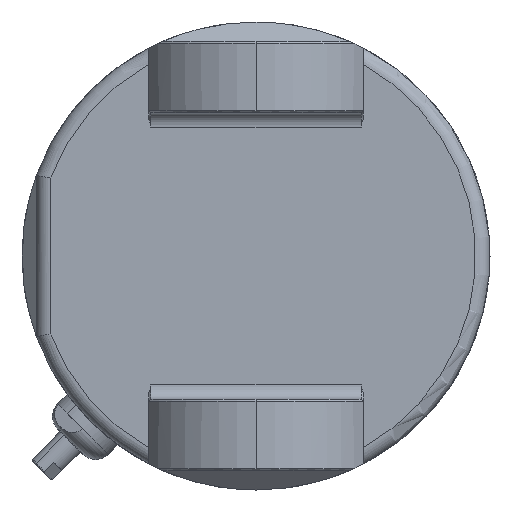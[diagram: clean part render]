
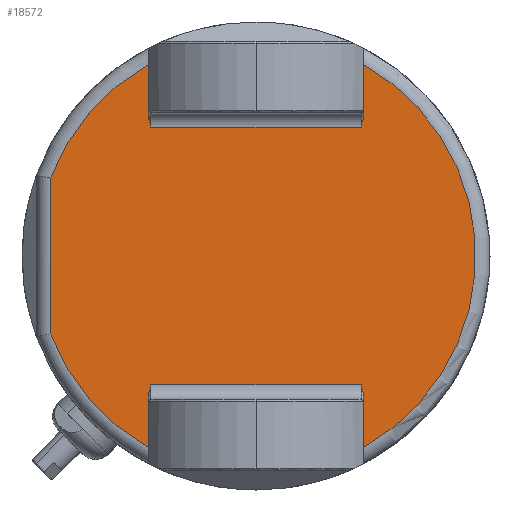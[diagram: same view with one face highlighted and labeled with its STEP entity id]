
A CAD part, left-side view. The second image highlights one B-rep face of the part: STEP entity #18572.
In plain terms, the highlighted planar face has unit normal (-1, 0, 0).
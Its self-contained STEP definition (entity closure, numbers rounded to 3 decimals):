
#201 = CARTESIAN_POINT ( 'NONE',  ( -53.5, 15., 32.7 ) ) ;
#269 = CARTESIAN_POINT ( 'NONE',  ( -53.5, 14.836, 18.773 ) ) ;
#398 = ORIENTED_EDGE ( 'NONE', *, *, #1377, .T. ) ;
#668 = PLANE ( 'NONE',  #9058 ) ;
#840 = CARTESIAN_POINT ( 'NONE',  ( -53.5, 32.7, -20. ) ) ;
#1332 = CARTESIAN_POINT ( 'NONE',  ( -53.5, -15., 26.786 ) ) ;
#1343 = B_SPLINE_CURVE_WITH_KNOTS ( 'NONE', 3,
 ( #30143, #6341, #24067, #269, #8425, #29625 ),
 .UNSPECIFIED., .F., .F.,
 ( 4, 2, 4 ),
 ( 0., 0.001, 0.001 ),
 .UNSPECIFIED. ) ;
#1377 = EDGE_CURVE ( 'NONE', #8488, #12370, #27588, .T. ) ;
#1428 = VERTEX_POINT ( 'NONE', #2876 ) ;
#1907 = CARTESIAN_POINT ( 'NONE',  ( -53.5, -15., -19.136 ) ) ;
#1936 = CARTESIAN_POINT ( 'NONE',  ( -53.5, 15., 32.7 ) ) ;
#2714 = CARTESIAN_POINT ( 'NONE',  ( -53.5, -14.731, 18.398 ) ) ;
#2876 = CARTESIAN_POINT ( 'NONE',  ( -53.5, 15., 26.786 ) ) ;
#3735 = CIRCLE ( 'NONE', #9297, 30.7 ) ;
#4514 = CARTESIAN_POINT ( 'NONE',  ( -53.5, -14.836, -18.773 ) ) ;
#4515 = ORIENTED_EDGE ( 'NONE', *, *, #10591, .T. ) ;
#4693 = CARTESIAN_POINT ( 'NONE',  ( -53.5, 14.7, -18.201 ) ) ;
#4906 = CARTESIAN_POINT ( 'NONE',  ( -53.5, 28.7, 10.9 ) ) ;
#4946 = EDGE_CURVE ( 'NONE', #12370, #12932, #8596, .T. ) ;
#4979 = DIRECTION ( 'NONE',  ( -1., 0., 0. ) ) ;
#4982 = EDGE_CURVE ( 'NONE', #12932, #20940, #1343, .T. ) ;
#5767 = ORIENTED_EDGE ( 'NONE', *, *, #32624, .T. ) ;
#6169 = DIRECTION ( 'NONE',  ( 0., 0., 1. ) ) ;
#6334 = LINE ( 'NONE', #1936, #13529 ) ;
#6341 = CARTESIAN_POINT ( 'NONE',  ( -53.5, 14.7, 18.199 ) ) ;
#6606 = CIRCLE ( 'NONE', #19366, 30.7 ) ;
#6698 = CARTESIAN_POINT ( 'NONE',  ( -53.5, -15., 19.136 ) ) ;
#6768 = CARTESIAN_POINT ( 'NONE',  ( -53.5, 28.7, -11.261 ) ) ;
#6958 = CARTESIAN_POINT ( 'NONE',  ( -53.5, -14.73, -18.393 ) ) ;
#7262 = VERTEX_POINT ( 'NONE', #4906 ) ;
#7310 = CARTESIAN_POINT ( 'NONE',  ( -53.5, 14.837, -18.775 ) ) ;
#8163 = VECTOR ( 'NONE', #14797, 1000. ) ;
#8259 = EDGE_CURVE ( 'NONE', #23479, #20391, #6606, .T. ) ;
#8425 = CARTESIAN_POINT ( 'NONE',  ( -53.5, 14.912, 18.958 ) ) ;
#8488 = VERTEX_POINT ( 'NONE', #6698 ) ;
#8596 = LINE ( 'NONE', #16587, #21656 ) ;
#8810 = LINE ( 'NONE', #16288, #15851 ) ;
#8942 = DIRECTION ( 'NONE',  ( -1., 0., 0. ) ) ;
#9058 = AXIS2_PLACEMENT_3D ( 'NONE', #840, #21694, #26907 ) ;
#9072 = AXIS2_PLACEMENT_3D ( 'NONE', #28790, #4979, #28948 ) ;
#9241 = EDGE_CURVE ( 'NONE', #25536, #33408, #14641, .T. ) ;
#9297 = AXIS2_PLACEMENT_3D ( 'NONE', #11203, #26506, #19181 ) ;
#9391 = CARTESIAN_POINT ( 'NONE',  ( -53.5, -15., -18. ) ) ;
#9483 = ORIENTED_EDGE ( 'NONE', *, *, #9241, .T. ) ;
#9751 = LINE ( 'NONE', #28979, #8163 ) ;
#10207 = CIRCLE ( 'NONE', #9072, 30.7 ) ;
#10252 = VERTEX_POINT ( 'NONE', #27217 ) ;
#10591 = EDGE_CURVE ( 'NONE', #30065, #14748, #10207, .T. ) ;
#10599 = CARTESIAN_POINT ( 'NONE',  ( -53.5, 28.7, -10.9 ) ) ;
#10929 = EDGE_CURVE ( 'NONE', #10252, #20391, #6334, .T. ) ;
#11053 = CARTESIAN_POINT ( 'NONE',  ( -53.5, -14.912, 18.958 ) ) ;
#11203 = CARTESIAN_POINT ( 'NONE',  ( -53.5, 0., 0. ) ) ;
#11524 = CARTESIAN_POINT ( 'NONE',  ( -53.5, 14.7, -18. ) ) ;
#11980 = LINE ( 'NONE', #6768, #13196 ) ;
#12335 = CARTESIAN_POINT ( 'NONE',  ( -53.5, 15., -26.786 ) ) ;
#12337 = CARTESIAN_POINT ( 'NONE',  ( -53.5, -14.912, -18.958 ) ) ;
#12370 = VERTEX_POINT ( 'NONE', #26149 ) ;
#12521 = CARTESIAN_POINT ( 'NONE',  ( -53.5, 15., -19.136 ) ) ;
#12932 = VERTEX_POINT ( 'NONE', #34259 ) ;
#13196 = VECTOR ( 'NONE', #19977, 1000. ) ;
#13331 = CARTESIAN_POINT ( 'NONE',  ( -53.5, -15., 19.136 ) ) ;
#13529 = VECTOR ( 'NONE', #21969, 1000. ) ;
#14078 = LINE ( 'NONE', #201, #22561 ) ;
#14567 = VECTOR ( 'NONE', #27635, 1000. ) ;
#14596 = LINE ( 'NONE', #9391, #14567 ) ;
#14641 = B_SPLINE_CURVE_WITH_KNOTS ( 'NONE', 3,
 ( #22764, #20159, #6958, #4514, #12337, #1907 ),
 .UNSPECIFIED., .F., .F.,
 ( 4, 2, 4 ),
 ( 0., 0.001, 0.001 ),
 .UNSPECIFIED. ) ;
#14646 = EDGE_CURVE ( 'NONE', #33408, #30065, #8810, .T. ) ;
#14748 = VERTEX_POINT ( 'NONE', #1332 ) ;
#14797 = DIRECTION ( 'NONE',  ( 0., 0., -1. ) ) ;
#15158 = ORIENTED_EDGE ( 'NONE', *, *, #22405, .T. ) ;
#15851 = VECTOR ( 'NONE', #29669, 1000. ) ;
#16288 = CARTESIAN_POINT ( 'NONE',  ( -53.5, -15., 32.7 ) ) ;
#16359 = CARTESIAN_POINT ( 'NONE',  ( -53.5, -15., -19.136 ) ) ;
#16587 = CARTESIAN_POINT ( 'NONE',  ( -53.5, 15., 18. ) ) ;
#16750 = DIRECTION ( 'NONE',  ( 0., 1., 0. ) ) ;
#16865 = EDGE_CURVE ( 'NONE', #30858, #25536, #14596, .T. ) ;
#17888 = CARTESIAN_POINT ( 'NONE',  ( -53.5, 14.731, -18.398 ) ) ;
#18572 = ADVANCED_FACE ( 'NONE', ( #32134 ), #668, .T. ) ;
#19181 = DIRECTION ( 'NONE',  ( 0., 0., 1. ) ) ;
#19366 = AXIS2_PLACEMENT_3D ( 'NONE', #31950, #8942, #6169 ) ;
#19977 = DIRECTION ( 'NONE',  ( 0., 0., -1. ) ) ;
#20114 = CARTESIAN_POINT ( 'NONE',  ( -53.5, 15., 19.136 ) ) ;
#20159 = CARTESIAN_POINT ( 'NONE',  ( -53.5, -14.7, -18.199 ) ) ;
#20182 = ORIENTED_EDGE ( 'NONE', *, *, #14646, .T. ) ;
#20391 = VERTEX_POINT ( 'NONE', #12335 ) ;
#20940 = VERTEX_POINT ( 'NONE', #20114 ) ;
#21656 = VECTOR ( 'NONE', #16750, 1000. ) ;
#21694 = DIRECTION ( 'NONE',  ( -1., 0., 0. ) ) ;
#21810 = CARTESIAN_POINT ( 'NONE',  ( -53.5, -14.7, 18.201 ) ) ;
#21969 = DIRECTION ( 'NONE',  ( 0., 0., -1. ) ) ;
#22405 = EDGE_CURVE ( 'NONE', #10252, #30858, #26664, .T. ) ;
#22561 = VECTOR ( 'NONE', #24674, 1000. ) ;
#22764 = CARTESIAN_POINT ( 'NONE',  ( -53.5, -14.7, -18. ) ) ;
#23379 = EDGE_CURVE ( 'NONE', #1428, #20940, #14078, .T. ) ;
#23449 = ORIENTED_EDGE ( 'NONE', *, *, #10929, .F. ) ;
#23479 = VERTEX_POINT ( 'NONE', #10599 ) ;
#24067 = CARTESIAN_POINT ( 'NONE',  ( -53.5, 14.73, 18.393 ) ) ;
#24674 = DIRECTION ( 'NONE',  ( 0., 0., -1. ) ) ;
#25158 = ORIENTED_EDGE ( 'NONE', *, *, #29945, .T. ) ;
#25426 = ORIENTED_EDGE ( 'NONE', *, *, #4946, .T. ) ;
#25536 = VERTEX_POINT ( 'NONE', #32943 ) ;
#25538 = CARTESIAN_POINT ( 'NONE',  ( -53.5, 14.912, -18.958 ) ) ;
#25542 = ORIENTED_EDGE ( 'NONE', *, *, #32104, .T. ) ;
#26149 = CARTESIAN_POINT ( 'NONE',  ( -53.5, -14.7, 18. ) ) ;
#26506 = DIRECTION ( 'NONE',  ( -1., 0., 0. ) ) ;
#26664 = B_SPLINE_CURVE_WITH_KNOTS ( 'NONE', 3,
 ( #12521, #25538, #7310, #17888, #4693, #11524 ),
 .UNSPECIFIED., .F., .F.,
 ( 4, 2, 4 ),
 ( 0., 0.001, 0.001 ),
 .UNSPECIFIED. ) ;
#26850 = CARTESIAN_POINT ( 'NONE',  ( -53.5, -14.837, 18.775 ) ) ;
#26907 = DIRECTION ( 'NONE',  ( 0., 0., 1. ) ) ;
#27163 = ORIENTED_EDGE ( 'NONE', *, *, #8259, .T. ) ;
#27217 = CARTESIAN_POINT ( 'NONE',  ( -53.5, 15., -19.136 ) ) ;
#27588 = B_SPLINE_CURVE_WITH_KNOTS ( 'NONE', 3,
 ( #13331, #11053, #26850, #2714, #21810, #32243 ),
 .UNSPECIFIED., .F., .F.,
 ( 4, 2, 4 ),
 ( 0., 0.001, 0.001 ),
 .UNSPECIFIED. ) ;
#27592 = ORIENTED_EDGE ( 'NONE', *, *, #16865, .T. ) ;
#27635 = DIRECTION ( 'NONE',  ( 0., -1., 0. ) ) ;
#27638 = CARTESIAN_POINT ( 'NONE',  ( -53.5, 14.7, -18. ) ) ;
#27966 = ORIENTED_EDGE ( 'NONE', *, *, #23379, .F. ) ;
#28790 = CARTESIAN_POINT ( 'NONE',  ( -53.5, 0., 0. ) ) ;
#28874 = EDGE_LOOP ( 'NONE', ( #25542, #398, #25426, #32106, #27966, #5767, #25158, #27163, #23449, #15158, #27592, #9483, #20182, #4515 ) ) ;
#28948 = DIRECTION ( 'NONE',  ( 0., 0., 1. ) ) ;
#28979 = CARTESIAN_POINT ( 'NONE',  ( -53.5, -15., 32.7 ) ) ;
#29625 = CARTESIAN_POINT ( 'NONE',  ( -53.5, 15., 19.136 ) ) ;
#29669 = DIRECTION ( 'NONE',  ( 0., 0., -1. ) ) ;
#29945 = EDGE_CURVE ( 'NONE', #7262, #23479, #11980, .T. ) ;
#30065 = VERTEX_POINT ( 'NONE', #32412 ) ;
#30143 = CARTESIAN_POINT ( 'NONE',  ( -53.5, 14.7, 18. ) ) ;
#30858 = VERTEX_POINT ( 'NONE', #27638 ) ;
#31950 = CARTESIAN_POINT ( 'NONE',  ( -53.5, 0., 0. ) ) ;
#32104 = EDGE_CURVE ( 'NONE', #14748, #8488, #9751, .T. ) ;
#32106 = ORIENTED_EDGE ( 'NONE', *, *, #4982, .T. ) ;
#32134 = FACE_OUTER_BOUND ( 'NONE', #28874, .T. ) ;
#32243 = CARTESIAN_POINT ( 'NONE',  ( -53.5, -14.7, 18. ) ) ;
#32412 = CARTESIAN_POINT ( 'NONE',  ( -53.5, -15., -26.786 ) ) ;
#32624 = EDGE_CURVE ( 'NONE', #1428, #7262, #3735, .T. ) ;
#32943 = CARTESIAN_POINT ( 'NONE',  ( -53.5, -14.7, -18. ) ) ;
#33408 = VERTEX_POINT ( 'NONE', #16359 ) ;
#34259 = CARTESIAN_POINT ( 'NONE',  ( -53.5, 14.7, 18. ) ) ;
